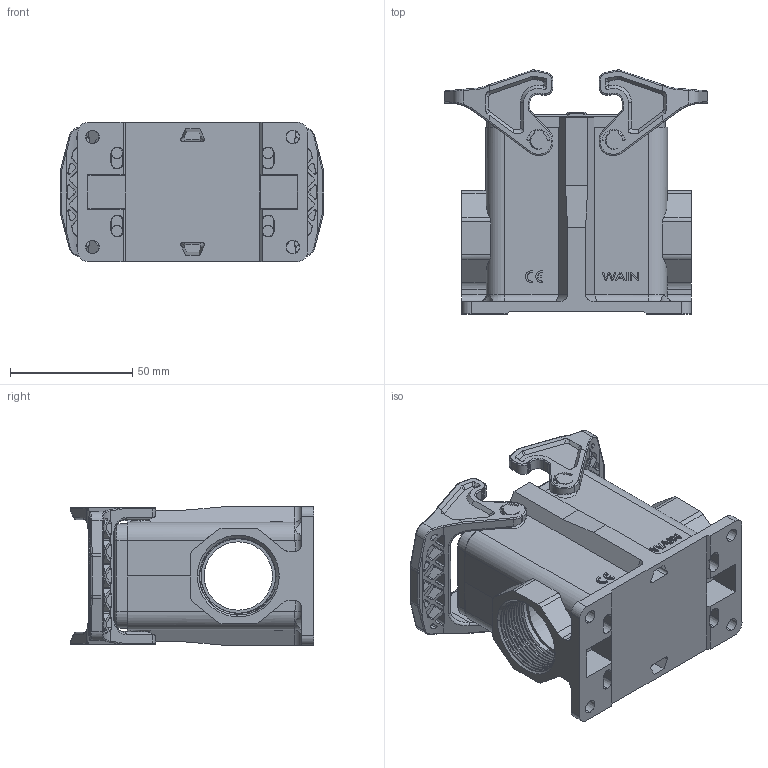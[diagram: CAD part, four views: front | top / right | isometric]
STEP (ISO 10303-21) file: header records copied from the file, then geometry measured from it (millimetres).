
FILE_DESCRIPTION((''),'2;1');
FILE_NAME('234','2024-02-01T',('13001'),(''),'PRO/ENGINEER BY PARAMETRIC TECHNOLOGY CORPORATION, 2012480','PRO/ENGINEER BY PARAMETRIC TECHNOLOGY CORPORATION, 2012480','');
FILE_SCHEMA(('CONFIG_CONTROL_DESIGN'));
Products named in the file (1): 234
Bounding box: 108 x 99.91 x 57 mm (x, y, z)
Volume: 131892.6 mm3; surface area: 70348.1 mm2
Topology: 1 solids, 1 shells, 1405 faces, 3961 edges, 2597 vertices
Faces by surface type: plane 620, cylinder 499, bspline 106, torus 82, cone 62, extrusion 30, sphere 6
Entity records: 56057 total; most frequent: CARTESIAN_POINT 21789, ORIENTED_EDGE 7898, DIRECTION 6056, EDGE_CURVE 3949, VERTEX_POINT 2597, VECTOR 2042, LINE 2012, AXIS2_PLACEMENT_3D 2007
